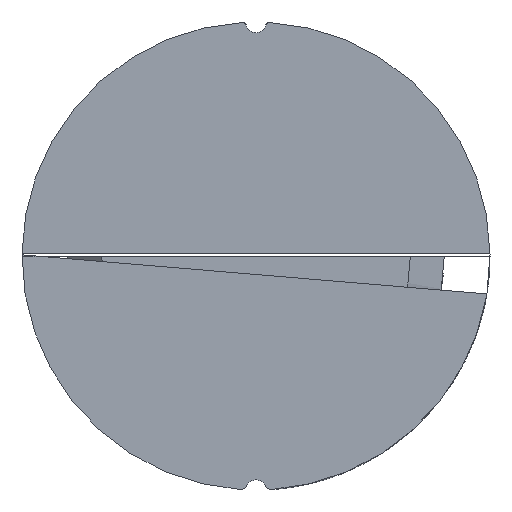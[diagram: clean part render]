
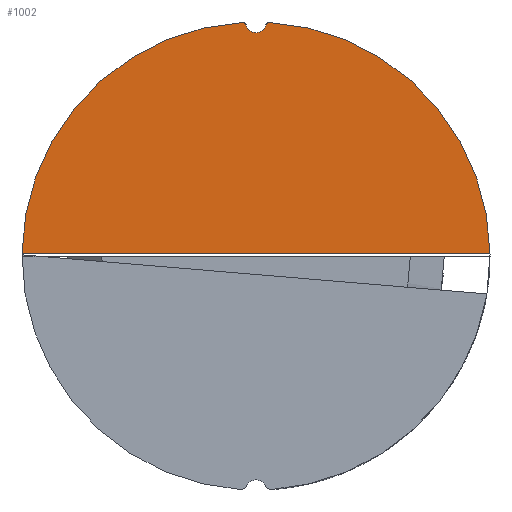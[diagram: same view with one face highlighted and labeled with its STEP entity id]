
A CAD part, front view. The second image highlights one B-rep face of the part: STEP entity #1002.
In plain terms, the highlighted planar face has unit normal (0, -1, 0).
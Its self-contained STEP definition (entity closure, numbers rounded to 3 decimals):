
#139 = DIRECTION ( 'NONE',  ( 0., 0., 1. ) ) ;
#242 = CIRCLE ( 'NONE', #3407, 0.5 ) ;
#290 = EDGE_CURVE ( 'NONE', #861, #5911, #4434, .T. ) ;
#303 = DIRECTION ( 'NONE',  ( 0., 1., 0. ) ) ;
#401 = AXIS2_PLACEMENT_3D ( 'NONE', #1661, #303, #4498 ) ;
#474 = ORIENTED_EDGE ( 'NONE', *, *, #1670, .T. ) ;
#599 = DIRECTION ( 'NONE',  ( 0., 1., 0. ) ) ;
#630 = AXIS2_PLACEMENT_3D ( 'NONE', #4993, #2044, #2642 ) ;
#660 = CARTESIAN_POINT ( 'NONE',  ( -34.498, 0., 0.378 ) ) ;
#680 = CARTESIAN_POINT ( 'NONE',  ( 0., 0., 32.946 ) ) ;
#717 = VERTEX_POINT ( 'NONE', #2555 ) ;
#854 = AXIS2_PLACEMENT_3D ( 'NONE', #4249, #4364, #139 ) ;
#861 = VERTEX_POINT ( 'NONE', #680 ) ;
#869 = ORIENTED_EDGE ( 'NONE', *, *, #4738, .F. ) ;
#941 = EDGE_CURVE ( 'NONE', #5588, #717, #242, .T. ) ;
#948 = CARTESIAN_POINT ( 'NONE',  ( -1.936, 0., 33.943 ) ) ;
#1002 = ADVANCED_FACE ( 'NONE', ( #4749 ), #4834, .F. ) ;
#1130 = ORIENTED_EDGE ( 'NONE', *, *, #4247, .F. ) ;
#1345 = DIRECTION ( 'NONE',  ( 0., 0., 1. ) ) ;
#1661 = CARTESIAN_POINT ( 'NONE',  ( 0., 0., 34.446 ) ) ;
#1670 = EDGE_CURVE ( 'NONE', #4248, #2897, #4003, .T. ) ;
#1823 = AXIS2_PLACEMENT_3D ( 'NONE', #5123, #3464, #2444 ) ;
#1879 = DIRECTION ( 'NONE',  ( 0., 1., 0. ) ) ;
#2028 = ORIENTED_EDGE ( 'NONE', *, *, #5071, .T. ) ;
#2044 = DIRECTION ( 'NONE',  ( 0., 1., 0. ) ) ;
#2132 = AXIS2_PLACEMENT_3D ( 'NONE', #2445, #599, #4853 ) ;
#2256 = DIRECTION ( 'NONE',  ( 0., 0., 1. ) ) ;
#2259 = CARTESIAN_POINT ( 'NONE',  ( 1.452, 0., 34.069 ) ) ;
#2444 = DIRECTION ( 'NONE',  ( 0., 0., 1. ) ) ;
#2445 = CARTESIAN_POINT ( 'NONE',  ( 0., 0., 34.446 ) ) ;
#2555 = CARTESIAN_POINT ( 'NONE',  ( 1.964, 0., 34.442 ) ) ;
#2642 = DIRECTION ( 'NONE',  ( 0., 0., 1. ) ) ;
#2861 = CARTESIAN_POINT ( 'NONE',  ( 34.498, 0., 0.378 ) ) ;
#2897 = VERTEX_POINT ( 'NONE', #2861 ) ;
#3004 = ORIENTED_EDGE ( 'NONE', *, *, #5976, .T. ) ;
#3075 = ORIENTED_EDGE ( 'NONE', *, *, #290, .T. ) ;
#3407 = AXIS2_PLACEMENT_3D ( 'NONE', #4225, #1879, #2256 ) ;
#3464 = DIRECTION ( 'NONE',  ( 0., 1., 0. ) ) ;
#3542 = CARTESIAN_POINT ( 'NONE',  ( 34.5, 0., 0.378 ) ) ;
#4003 = LINE ( 'NONE', #3542, #4949 ) ;
#4178 = DIRECTION ( 'NONE',  ( 0., -1., 0. ) ) ;
#4225 = CARTESIAN_POINT ( 'NONE',  ( 1.936, 0., 33.943 ) ) ;
#4247 = EDGE_CURVE ( 'NONE', #4248, #5648, #4770, .T. ) ;
#4248 = VERTEX_POINT ( 'NONE', #660 ) ;
#4249 = CARTESIAN_POINT ( 'NONE',  ( 0., 0., 0. ) ) ;
#4290 = AXIS2_PLACEMENT_3D ( 'NONE', #948, #4178, #1345 ) ;
#4364 = DIRECTION ( 'NONE',  ( 0., 1., 0. ) ) ;
#4434 = CIRCLE ( 'NONE', #401, 1.5 ) ;
#4498 = DIRECTION ( 'NONE',  ( 0., 0., 1. ) ) ;
#4726 = ORIENTED_EDGE ( 'NONE', *, *, #941, .F. ) ;
#4738 = EDGE_CURVE ( 'NONE', #717, #2897, #5384, .T. ) ;
#4749 = FACE_OUTER_BOUND ( 'NONE', #5625, .T. ) ;
#4770 = CIRCLE ( 'NONE', #630, 34.5 ) ;
#4788 = CIRCLE ( 'NONE', #4290, 0.5 ) ;
#4794 = CIRCLE ( 'NONE', #2132, 1.5 ) ;
#4834 = PLANE ( 'NONE',  #854 ) ;
#4853 = DIRECTION ( 'NONE',  ( 0., 0., 1. ) ) ;
#4875 = CARTESIAN_POINT ( 'NONE',  ( -1.964, 0., 34.442 ) ) ;
#4949 = VECTOR ( 'NONE', #5429, 1000. ) ;
#4993 = CARTESIAN_POINT ( 'NONE',  ( 0., 0., -0.002 ) ) ;
#5071 = EDGE_CURVE ( 'NONE', #5911, #5648, #4788, .T. ) ;
#5123 = CARTESIAN_POINT ( 'NONE',  ( 0., 0., -0.002 ) ) ;
#5126 = CARTESIAN_POINT ( 'NONE',  ( -1.452, 0., 34.069 ) ) ;
#5384 = CIRCLE ( 'NONE', #1823, 34.5 ) ;
#5429 = DIRECTION ( 'NONE',  ( 1., 0., 0. ) ) ;
#5588 = VERTEX_POINT ( 'NONE', #2259 ) ;
#5625 = EDGE_LOOP ( 'NONE', ( #1130, #474, #869, #4726, #3004, #3075, #2028 ) ) ;
#5648 = VERTEX_POINT ( 'NONE', #4875 ) ;
#5911 = VERTEX_POINT ( 'NONE', #5126 ) ;
#5976 = EDGE_CURVE ( 'NONE', #5588, #861, #4794, .T. ) ;
